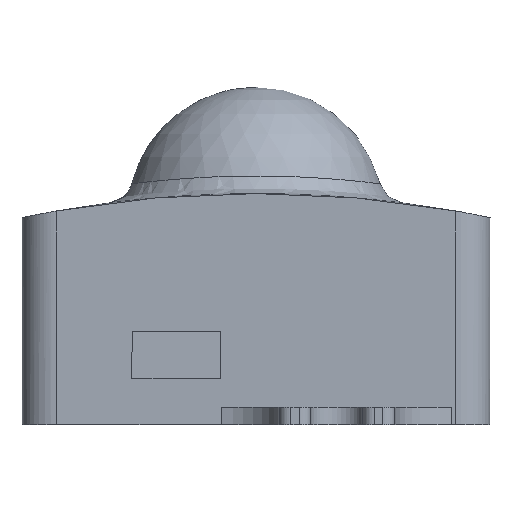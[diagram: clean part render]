
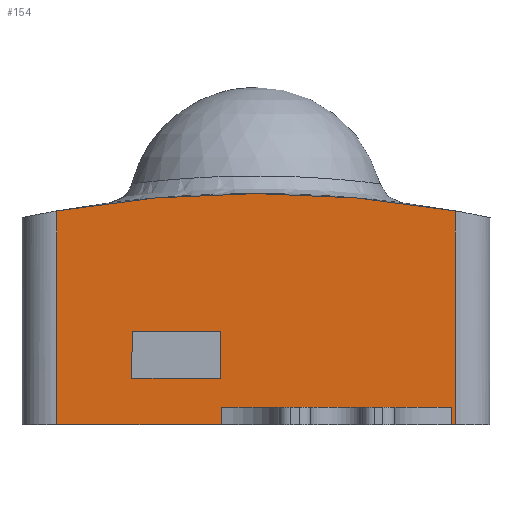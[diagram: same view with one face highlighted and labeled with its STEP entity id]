
A CAD part, front view. The second image highlights one B-rep face of the part: STEP entity #154.
In plain terms, the highlighted planar face has unit normal (0, -1, 0).
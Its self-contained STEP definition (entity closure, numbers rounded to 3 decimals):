
#58=FACE_BOUND('',#282,.T.);
#59=FACE_BOUND('',#283,.T.);
#87=CIRCLE('',#1050,100.);
#154=ADVANCED_FACE('',(#58,#59),#203,.T.);
#203=PLANE('',#1053);
#282=EDGE_LOOP('',(#387,#388,#389,#390,#391,#392,#393,#394));
#283=EDGE_LOOP('',(#395,#396,#397,#398));
#387=ORIENTED_EDGE('',*,*,#776,.T.);
#388=ORIENTED_EDGE('',*,*,#777,.F.);
#389=ORIENTED_EDGE('',*,*,#778,.F.);
#390=ORIENTED_EDGE('',*,*,#779,.T.);
#391=ORIENTED_EDGE('',*,*,#780,.T.);
#392=ORIENTED_EDGE('',*,*,#781,.T.);
#393=ORIENTED_EDGE('',*,*,#763,.T.);
#394=ORIENTED_EDGE('',*,*,#782,.T.);
#395=ORIENTED_EDGE('',*,*,#783,.T.);
#396=ORIENTED_EDGE('',*,*,#728,.F.);
#397=ORIENTED_EDGE('',*,*,#784,.F.);
#398=ORIENTED_EDGE('',*,*,#726,.F.);
#626=VERTEX_POINT('',#1411);
#627=VERTEX_POINT('',#1413);
#628=VERTEX_POINT('',#1417);
#629=VERTEX_POINT('',#1418);
#657=VERTEX_POINT('',#1579);
#658=VERTEX_POINT('',#1581);
#669=VERTEX_POINT('',#1772);
#670=VERTEX_POINT('',#1773);
#671=VERTEX_POINT('',#1775);
#672=VERTEX_POINT('',#1777);
#673=VERTEX_POINT('',#1779);
#674=VERTEX_POINT('',#1781);
#726=EDGE_CURVE('',#626,#627,#874,.T.);
#728=EDGE_CURVE('',#628,#629,#876,.T.);
#763=EDGE_CURVE('',#658,#657,#87,.T.);
#776=EDGE_CURVE('',#669,#670,#887,.T.);
#777=EDGE_CURVE('',#671,#670,#888,.T.);
#778=EDGE_CURVE('',#672,#671,#889,.T.);
#779=EDGE_CURVE('',#672,#673,#890,.T.);
#780=EDGE_CURVE('',#673,#674,#891,.T.);
#781=EDGE_CURVE('',#674,#658,#892,.T.);
#782=EDGE_CURVE('',#657,#669,#893,.T.);
#783=EDGE_CURVE('',#626,#629,#894,.T.);
#784=EDGE_CURVE('',#627,#628,#895,.T.);
#874=LINE('',#1412,#952);
#876=LINE('',#1416,#954);
#887=LINE('',#1771,#965);
#888=LINE('',#1774,#966);
#889=LINE('',#1776,#967);
#890=LINE('',#1778,#968);
#891=LINE('',#1780,#969);
#892=LINE('',#1782,#970);
#893=LINE('',#1783,#971);
#894=LINE('',#1784,#972);
#895=LINE('',#1785,#973);
#952=VECTOR('',#1132,1.);
#954=VECTOR('',#1136,1.);
#965=VECTOR('',#1193,1.);
#966=VECTOR('',#1194,1.);
#967=VECTOR('',#1195,1.);
#968=VECTOR('',#1196,1.);
#969=VECTOR('',#1197,1.);
#970=VECTOR('',#1198,1.);
#971=VECTOR('',#1199,1.);
#972=VECTOR('',#1200,1.);
#973=VECTOR('',#1201,1.);
#1050=AXIS2_PLACEMENT_3D('',#1580,#1184,#1185);
#1053=AXIS2_PLACEMENT_3D('',#1786,#1202,#1203);
#1132=DIRECTION('',(-0.009,0.,1.));
#1136=DIRECTION('',(-0.009,0.,-1.));
#1184=DIRECTION('',(0.,-1.,0.));
#1185=DIRECTION('',(0.,0.,-1.));
#1193=DIRECTION('',(1.,0.,0.));
#1194=DIRECTION('',(0.,0.,-1.));
#1195=DIRECTION('',(-1.,0.,0.));
#1196=DIRECTION('',(0.,0.,-1.));
#1197=DIRECTION('',(1.,0.,0.));
#1198=DIRECTION('',(0.,0.,1.));
#1199=DIRECTION('',(0.,0.,-1.));
#1200=DIRECTION('',(-1.,0.,0.));
#1201=DIRECTION('',(-1.,0.,0.));
#1202=DIRECTION('',(0.,-1.,0.));
#1203=DIRECTION('',(0.,0.,-1.));
#1411=CARTESIAN_POINT('',(16.564,0.,4.));
#1412=CARTESIAN_POINT('',(16.563,0.,4.1));
#1413=CARTESIAN_POINT('',(16.528,0.,8.1));
#1416=CARTESIAN_POINT('',(8.863,0.,4.1));
#1417=CARTESIAN_POINT('',(8.898,0.,8.1));
#1418=CARTESIAN_POINT('',(8.862,0.,4.));
#1579=CARTESIAN_POINT('',(2.363,0.,18.501));
#1580=CARTESIAN_POINT('',(19.613,0.,-80.));
#1581=CARTESIAN_POINT('',(36.863,0.,18.501));
#1771=CARTESIAN_POINT('',(19.613,0.,0.));
#1772=CARTESIAN_POINT('',(2.363,0.,0.));
#1773=CARTESIAN_POINT('',(16.613,0.,0.));
#1774=CARTESIAN_POINT('',(16.613,0.,1.5));
#1775=CARTESIAN_POINT('',(16.613,0.,1.5));
#1776=CARTESIAN_POINT('',(19.613,0.,1.5));
#1777=CARTESIAN_POINT('',(36.513,0.,1.5));
#1778=CARTESIAN_POINT('',(36.513,0.,1.5));
#1779=CARTESIAN_POINT('',(36.513,0.,0.));
#1780=CARTESIAN_POINT('',(19.613,0.,0.));
#1781=CARTESIAN_POINT('',(36.863,0.,0.));
#1782=CARTESIAN_POINT('',(36.863,0.,0.));
#1783=CARTESIAN_POINT('',(2.363,0.,0.));
#1784=CARTESIAN_POINT('',(20.527,0.,4.));
#1785=CARTESIAN_POINT('',(-0.637,0.,8.1));
#1786=CARTESIAN_POINT('',(19.613,0.,0.));
